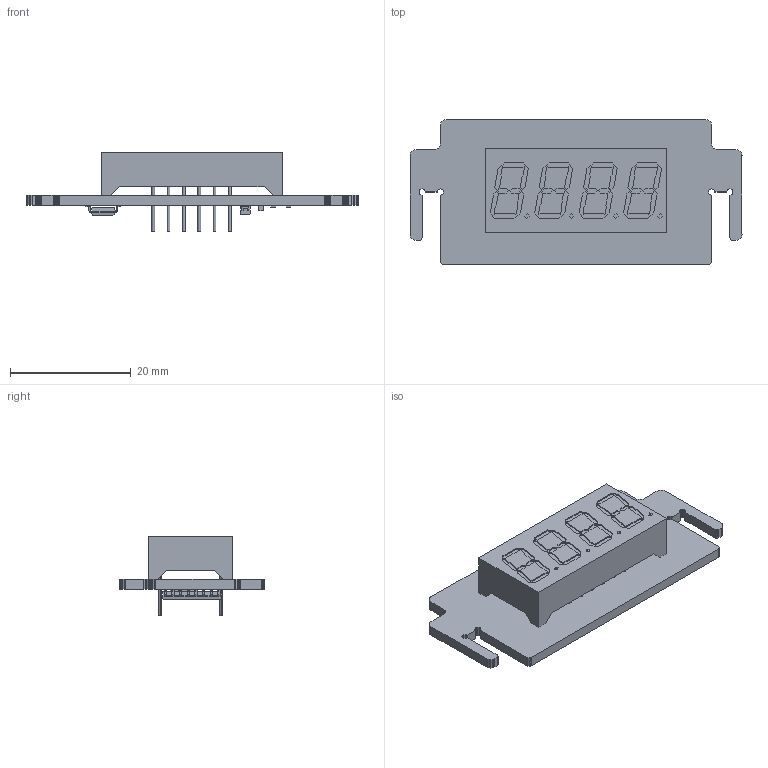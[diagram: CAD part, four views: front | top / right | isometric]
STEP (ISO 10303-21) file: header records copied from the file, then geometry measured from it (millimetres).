
FILE_DESCRIPTION(('Open CASCADE Model'),'2;1');
FILE_NAME('Open CASCADE Shape Model','2015-11-19T21:32:18',('Author'),( 'Open CASCADE'),'Open CASCADE STEP processor 6.2','Open CASCADE 6.2' ,'Unknown');
FILE_SCHEMA(('AUTOMOTIVE_DESIGN { 1 0 10303 214 1 1 1 1 }'));
Length unit declared in the file: millimetre
Products named in the file (18): PCB; Board; C1; 398966688; C2; 398964896; User_Library-cap0603_pad_0603___; User_Library-cap0603_cap0603_body___; R1; 398965120; R2; 398965232; U2; SW3dPS-SOIC16-150; Free-Models; 0.36渡杅鎢奪ㄛ侐弇; User_Library-7-seg-4_asm_BODY; User_Library-7-seg-4_asm_PIN
Assembly tree (28 placements, depth 4):
  PCB
    Board
    C1
      398966688
    C2
      398964896
        User_Library-cap0603_pad_0603___
        User_Library-cap0603_cap0603_body___
    R1
      398965120
    R2
      398965232
    U2
      SW3dPS-SOIC16-150
    Free-Models
      0.36渡杅鎢奪ㄛ侐弇
        User_Library-7-seg-4_asm_BODY
        User_Library-7-seg-4_asm_PIN  x12
Bounding box: 55.02 x 24.02 x 13.2 mm (x, y, z)
Volume: 4263.2 mm3; surface area: 4548.4 mm2
Topology: 22 solids, 22 shells, 967 faces, 2489 edges, 1584 vertices
Faces by surface type: plane 764, cylinder 168, sphere 24, bspline 9, revolution 2
Full cylindrical faces by diameter (mm): 0.9 x16
Entity records: 62810 total; most frequent: CARTESIAN_POINT 13872, DIRECTION 8627, LINE 6075, VECTOR 6075, ORIENTED_EDGE 4798, PCURVE 4798, DEFINITIONAL_REPRESENTATION 4798, EDGE_CURVE 2399
